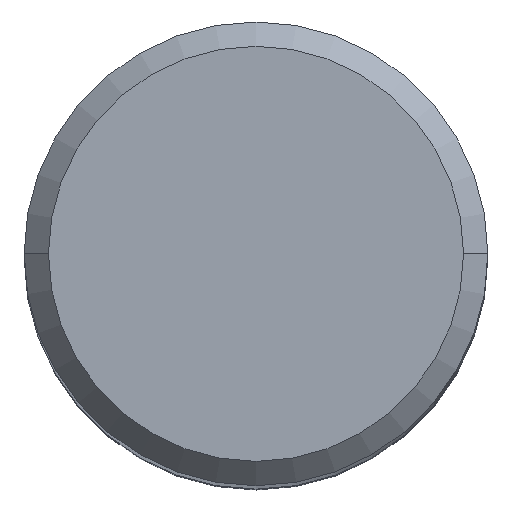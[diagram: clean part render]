
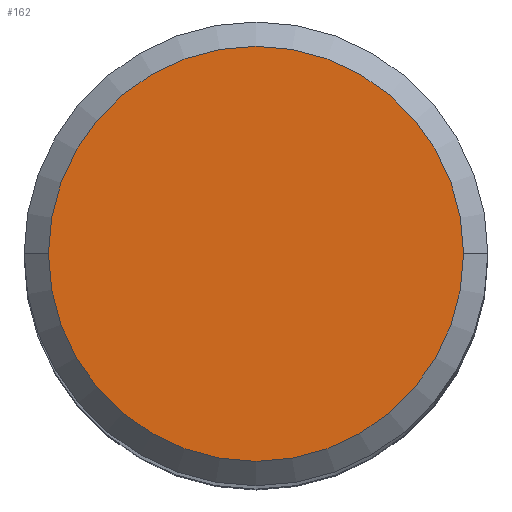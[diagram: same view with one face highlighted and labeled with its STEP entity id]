
A CAD part, top view. The second image highlights one B-rep face of the part: STEP entity #162.
In plain terms, the highlighted planar face has unit normal (0, 0, 1).
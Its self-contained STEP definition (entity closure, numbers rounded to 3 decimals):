
#44=PLANE('',#1298);
#162=ADVANCED_FACE('',(#246),#44,.F.);
#246=FACE_OUTER_BOUND('',#318,.T.);
#318=EDGE_LOOP('',(#514,#515));
#514=ORIENTED_EDGE('',*,*,#778,.T.);
#515=ORIENTED_EDGE('',*,*,#779,.T.);
#666=VERTEX_POINT('',#2646);
#667=VERTEX_POINT('',#2647);
#778=EDGE_CURVE('',#666,#667,#944,.T.);
#779=EDGE_CURVE('',#667,#666,#945,.T.);
#944=CIRCLE('',#1296,8.525);
#945=CIRCLE('',#1297,8.525);
#1296=AXIS2_PLACEMENT_3D('',#2645,#1570,#1571);
#1297=AXIS2_PLACEMENT_3D('',#2648,#1572,#1573);
#1298=AXIS2_PLACEMENT_3D('',#2649,#1574,#1575);
#1570=DIRECTION('',(0.,0.,1.));
#1571=DIRECTION('',(-1.,0.,0.));
#1572=DIRECTION('',(0.,0.,1.));
#1573=DIRECTION('',(1.,0.,0.));
#1574=DIRECTION('',(0.,0.,-1.));
#1575=DIRECTION('',(1.,0.,0.));
#2645=CARTESIAN_POINT('',(0.,0.,0.));
#2646=CARTESIAN_POINT('',(-8.525,0.,0.));
#2647=CARTESIAN_POINT('',(8.525,0.,0.));
#2648=CARTESIAN_POINT('',(0.,0.,0.));
#2649=CARTESIAN_POINT('',(0.,0.,0.));
